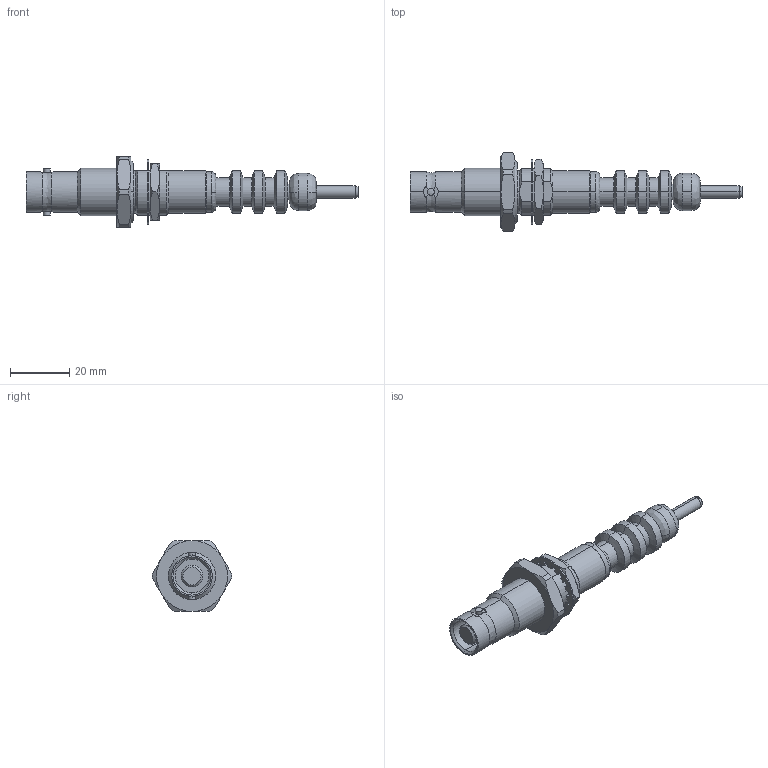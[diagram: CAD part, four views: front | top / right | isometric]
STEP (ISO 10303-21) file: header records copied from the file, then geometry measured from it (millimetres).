
FILE_DESCRIPTION (( 'STEP AP214' ), '1' );
FILE_NAME ('FMCN45844_3D.STEP', '2022-09-21T17:35:03', ( '' ), ( '' ), 'SwSTEP 2.0', 'SolidWorks 2021', '' );
FILE_SCHEMA (( 'AUTOMOTIVE_DESIGN' ));
Length unit declared in the file: inch
Products named in the file (5): N8105-8; N8105-7_3; 20KV8500-4; FMCN45844_3D; 20KV-8500-0000
Assembly tree (4 placements, depth 2):
  FMCN45844_3D
    20KV-8500-0000
    20KV8500-4
    N8105-7_3
    N8105-8
Bounding box: 111.65 x 26.59 x 23.85 mm (x, y, z)
Volume: 13254.2 mm3; surface area: 10568 mm2
Topology: 4 solids, 4 shells, 233 faces, 576 edges, 362 vertices
Faces by surface type: cylinder 96, plane 68, cone 42, bspline 27
Entity records: 7947 total; most frequent: CARTESIAN_POINT 2256, DIRECTION 1171, ORIENTED_EDGE 1152, EDGE_CURVE 576, AXIS2_PLACEMENT_3D 466, VERTEX_POINT 362, CIRCLE 253, EDGE_LOOP 250
